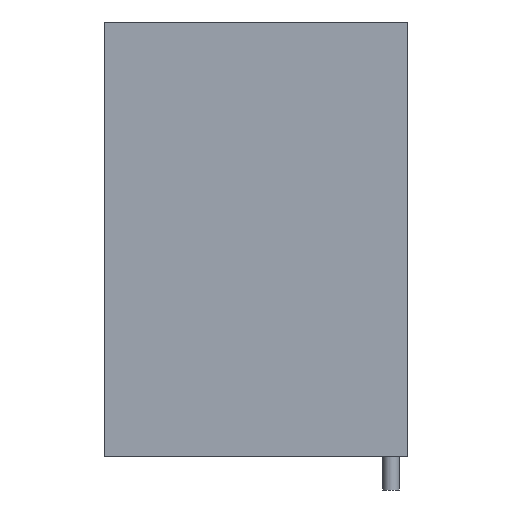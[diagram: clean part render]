
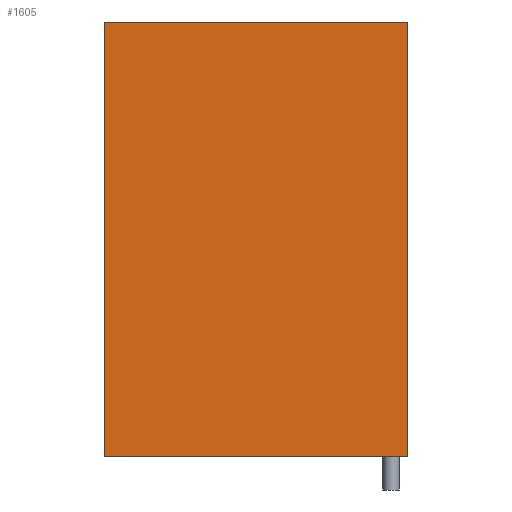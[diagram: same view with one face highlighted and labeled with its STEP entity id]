
A CAD part, front view. The second image highlights one B-rep face of the part: STEP entity #1605.
In plain terms, the highlighted planar face has unit normal (0, -1, 0).
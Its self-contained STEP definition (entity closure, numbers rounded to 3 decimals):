
#86 = LINE ( 'NONE', #1257, #639 ) ;
#124 = CARTESIAN_POINT ( 'NONE',  ( 0., 0., 193. ) ) ;
#143 = VECTOR ( 'NONE', #1656, 1000. ) ;
#171 = CARTESIAN_POINT ( 'NONE',  ( 0., 0., 193. ) ) ;
#193 = EDGE_LOOP ( 'NONE', ( #1055, #375, #511, #615 ) ) ;
#277 = CARTESIAN_POINT ( 'NONE',  ( 135., 0., 0. ) ) ;
#375 = ORIENTED_EDGE ( 'NONE', *, *, #1097, .F. ) ;
#397 = AXIS2_PLACEMENT_3D ( 'NONE', #124, #1003, #1160 ) ;
#511 = ORIENTED_EDGE ( 'NONE', *, *, #603, .F. ) ;
#527 = FACE_OUTER_BOUND ( 'NONE', #193, .T. ) ;
#557 = CARTESIAN_POINT ( 'NONE',  ( 135., 0., 193. ) ) ;
#562 = VECTOR ( 'NONE', #997, 1000. ) ;
#603 = EDGE_CURVE ( 'NONE', #1035, #1331, #934, .T. ) ;
#615 = ORIENTED_EDGE ( 'NONE', *, *, #1720, .T. ) ;
#639 = VECTOR ( 'NONE', #1675, 1000. ) ;
#646 = VERTEX_POINT ( 'NONE', #277 ) ;
#651 = EDGE_CURVE ( 'NONE', #1483, #646, #1579, .T. ) ;
#934 = LINE ( 'NONE', #1790, #143 ) ;
#995 = CARTESIAN_POINT ( 'NONE',  ( 0., 0., 0. ) ) ;
#997 = DIRECTION ( 'NONE',  ( 0., 0., -1. ) ) ;
#1003 = DIRECTION ( 'NONE',  ( 0., 1., 0. ) ) ;
#1035 = VERTEX_POINT ( 'NONE', #171 ) ;
#1055 = ORIENTED_EDGE ( 'NONE', *, *, #651, .T. ) ;
#1097 = EDGE_CURVE ( 'NONE', #1331, #646, #86, .T. ) ;
#1117 = PLANE ( 'NONE',  #397 ) ;
#1132 = LINE ( 'NONE', #1557, #562 ) ;
#1160 = DIRECTION ( 'NONE',  ( 0., 0., 1. ) ) ;
#1257 = CARTESIAN_POINT ( 'NONE',  ( 135., 0., 193. ) ) ;
#1331 = VERTEX_POINT ( 'NONE', #557 ) ;
#1435 = VECTOR ( 'NONE', #1573, 1000. ) ;
#1483 = VERTEX_POINT ( 'NONE', #1537 ) ;
#1537 = CARTESIAN_POINT ( 'NONE',  ( 0., 0., 0. ) ) ;
#1557 = CARTESIAN_POINT ( 'NONE',  ( 0., 0., 193. ) ) ;
#1573 = DIRECTION ( 'NONE',  ( 1., 0., 0. ) ) ;
#1579 = LINE ( 'NONE', #995, #1435 ) ;
#1605 = ADVANCED_FACE ( 'NONE', ( #527 ), #1117, .F. ) ;
#1656 = DIRECTION ( 'NONE',  ( 1., 0., 0. ) ) ;
#1675 = DIRECTION ( 'NONE',  ( 0., 0., -1. ) ) ;
#1720 = EDGE_CURVE ( 'NONE', #1035, #1483, #1132, .T. ) ;
#1790 = CARTESIAN_POINT ( 'NONE',  ( 0., 0., 193. ) ) ;
